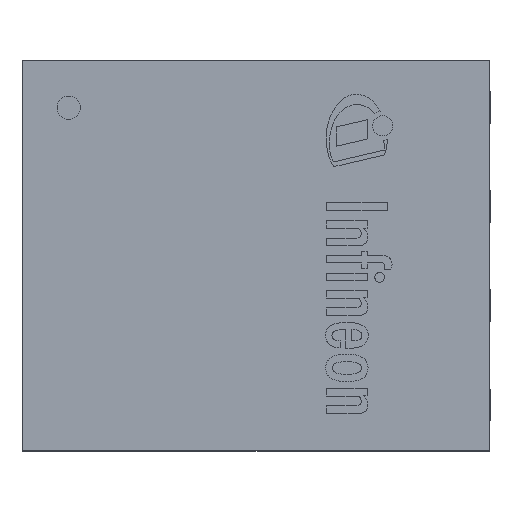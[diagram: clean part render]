
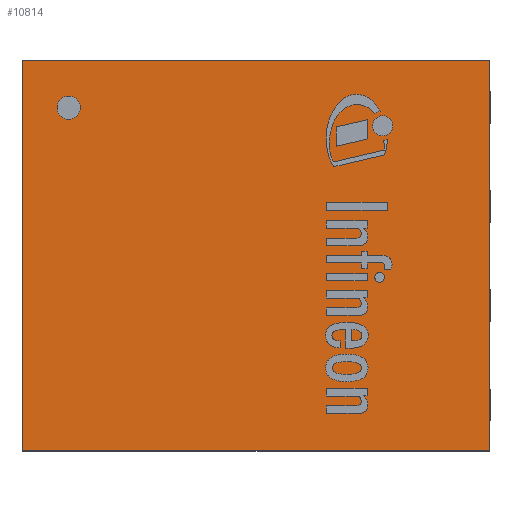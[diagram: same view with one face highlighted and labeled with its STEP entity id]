
A CAD part, top view. The second image highlights one B-rep face of the part: STEP entity #10814.
In plain terms, the highlighted planar face has unit normal (0, 0, 1).
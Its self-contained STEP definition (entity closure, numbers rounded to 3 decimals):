
#158 = EDGE_CURVE ( 'NONE', #9639, #2547, #1912, .T. ) ;
#229 = CARTESIAN_POINT ( 'NONE',  ( -2.99, 2.5, 0.9 ) ) ;
#691 = DIRECTION ( 'NONE',  ( 1., 0., 0. ) ) ;
#818 = ORIENTED_EDGE ( 'NONE', *, *, #158, .T. ) ;
#1535 = CIRCLE ( 'NONE', #15426, 0.15 ) ;
#1667 = EDGE_CURVE ( 'NONE', #3576, #5991, #11717, .T. ) ;
#1841 = CARTESIAN_POINT ( 'NONE',  ( 0., -2.5, 0.9 ) ) ;
#1912 = LINE ( 'NONE', #1841, #13394 ) ;
#2033 = AXIS2_PLACEMENT_3D ( 'NONE', #12090, #10842, #12248 ) ;
#2547 = VERTEX_POINT ( 'NONE', #4954 ) ;
#3268 = DIRECTION ( 'NONE',  ( 0., 0., -1. ) ) ;
#3576 = VERTEX_POINT ( 'NONE', #7383 ) ;
#3706 = CARTESIAN_POINT ( 'NONE',  ( -2.4, 1.9, 0.9 ) ) ;
#3934 = EDGE_CURVE ( 'NONE', #2547, #9624, #3998, .T. ) ;
#3998 = LINE ( 'NONE', #15106, #9255 ) ;
#4007 = DIRECTION ( 'NONE',  ( -1., 0., 0. ) ) ;
#4220 = EDGE_CURVE ( 'NONE', #5991, #3576, #1535, .T. ) ;
#4760 = ORIENTED_EDGE ( 'NONE', *, *, #4220, .T. ) ;
#4893 = AXIS2_PLACEMENT_3D ( 'NONE', #9347, #3268, #12756 ) ;
#4954 = CARTESIAN_POINT ( 'NONE',  ( 2.99, -2.5, 0.9 ) ) ;
#5071 = FACE_BOUND ( 'NONE', #6836, .T. ) ;
#5090 = CARTESIAN_POINT ( 'NONE',  ( 2.99, 2.5, 0.9 ) ) ;
#5991 = VERTEX_POINT ( 'NONE', #11690 ) ;
#6186 = LINE ( 'NONE', #12259, #7516 ) ;
#6474 = LINE ( 'NONE', #14865, #9324 ) ;
#6489 = DIRECTION ( 'NONE',  ( 0., 0., -1. ) ) ;
#6836 = EDGE_LOOP ( 'NONE', ( #8125, #4760 ) ) ;
#7383 = CARTESIAN_POINT ( 'NONE',  ( -2.55, 1.9, 0.9 ) ) ;
#7516 = VECTOR ( 'NONE', #11956, 1000. ) ;
#8125 = ORIENTED_EDGE ( 'NONE', *, *, #1667, .T. ) ;
#8407 = CARTESIAN_POINT ( 'NONE',  ( -2.99, -2.5, 0.9 ) ) ;
#9255 = VECTOR ( 'NONE', #13996, 1000. ) ;
#9324 = VECTOR ( 'NONE', #4007, 1000. ) ;
#9347 = CARTESIAN_POINT ( 'NONE',  ( -2.4, 1.9, 0.9 ) ) ;
#9624 = VERTEX_POINT ( 'NONE', #5090 ) ;
#9639 = VERTEX_POINT ( 'NONE', #8407 ) ;
#9674 = EDGE_CURVE ( 'NONE', #9682, #9639, #6186, .T. ) ;
#9682 = VERTEX_POINT ( 'NONE', #229 ) ;
#10559 = ORIENTED_EDGE ( 'NONE', *, *, #14927, .T. ) ;
#10814 = ADVANCED_FACE ( 'NONE', ( #5071, #13278 ), #11171, .T. ) ;
#10842 = DIRECTION ( 'NONE',  ( 0., 0., 1. ) ) ;
#10962 = ORIENTED_EDGE ( 'NONE', *, *, #3934, .T. ) ;
#11171 = PLANE ( 'NONE',  #2033 ) ;
#11317 = DIRECTION ( 'NONE',  ( -1., 0., 0. ) ) ;
#11690 = CARTESIAN_POINT ( 'NONE',  ( -2.25, 1.9, 0.9 ) ) ;
#11717 = CIRCLE ( 'NONE', #4893, 0.15 ) ;
#11956 = DIRECTION ( 'NONE',  ( 0., -1., 0. ) ) ;
#12025 = ORIENTED_EDGE ( 'NONE', *, *, #9674, .T. ) ;
#12090 = CARTESIAN_POINT ( 'NONE',  ( 0., 0., 0.9 ) ) ;
#12248 = DIRECTION ( 'NONE',  ( 1., 0., 0. ) ) ;
#12259 = CARTESIAN_POINT ( 'NONE',  ( -2.99, 0., 0.9 ) ) ;
#12756 = DIRECTION ( 'NONE',  ( -1., 0., 0. ) ) ;
#13278 = FACE_OUTER_BOUND ( 'NONE', #13967, .T. ) ;
#13394 = VECTOR ( 'NONE', #691, 1000. ) ;
#13967 = EDGE_LOOP ( 'NONE', ( #10962, #10559, #12025, #818 ) ) ;
#13996 = DIRECTION ( 'NONE',  ( 0., 1., 0. ) ) ;
#14865 = CARTESIAN_POINT ( 'NONE',  ( 0., 2.5, 0.9 ) ) ;
#14927 = EDGE_CURVE ( 'NONE', #9624, #9682, #6474, .T. ) ;
#15106 = CARTESIAN_POINT ( 'NONE',  ( 2.99, 0., 0.9 ) ) ;
#15426 = AXIS2_PLACEMENT_3D ( 'NONE', #3706, #6489, #11317 ) ;
